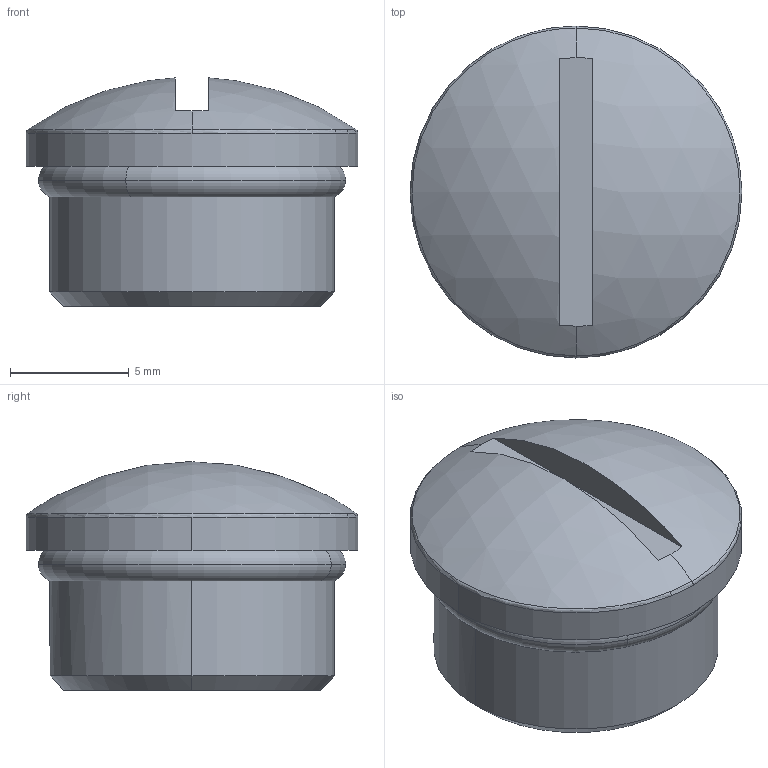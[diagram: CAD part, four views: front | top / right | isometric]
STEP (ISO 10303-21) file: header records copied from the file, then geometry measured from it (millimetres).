
FILE_DESCRIPTION(('CATIA V5 STEP Exchange','CAx-IF Rec.Pracs.--- Model Styling and Organization---1.4--- 2014-01-23'),'2;1');
FILE_NAME ('022156-2_0_1802750000_1802750000.stp','2022-03-18T08:27:20+00:00',('none'),('Weidmueller'),'CATIA Version 5-6 Release 2016 SP3 HF44','CATIA V5 STEP AP214','none');
FILE_SCHEMA(('AUTOMOTIVE_DESIGN { 1 0 10303 214 1 1 1 1 }'));
Length unit declared in the file: millimetre
Products named in the file (1): 1802750000
Bounding box: 14 x 14 x 9.63 mm (x, y, z)
Volume: 550.1 mm3; surface area: 1041.9 mm2
Topology: 2 solids, 2 shells, 31 faces, 78 edges, 52 vertices
Faces by surface type: torus 12, cylinder 8, plane 7, sphere 2, cone 2
Entity records: 1041 total; most frequent: CARTESIAN_POINT 284, ORIENTED_EDGE 156, DIRECTION 128, AXIS2_PLACEMENT_3D 86, EDGE_CURVE 78, CIRCLE 54, VERTEX_POINT 52, EDGE_LOOP 34
